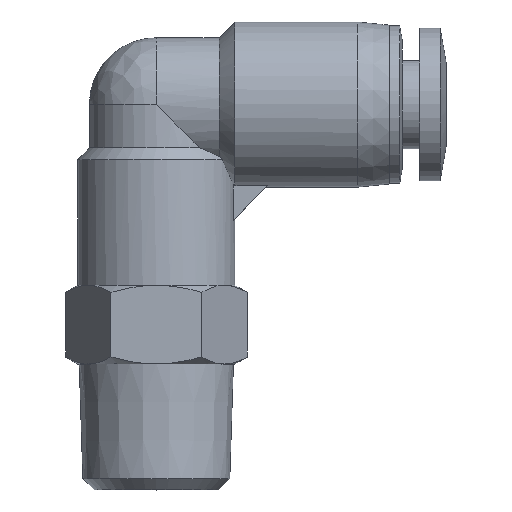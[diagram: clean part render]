
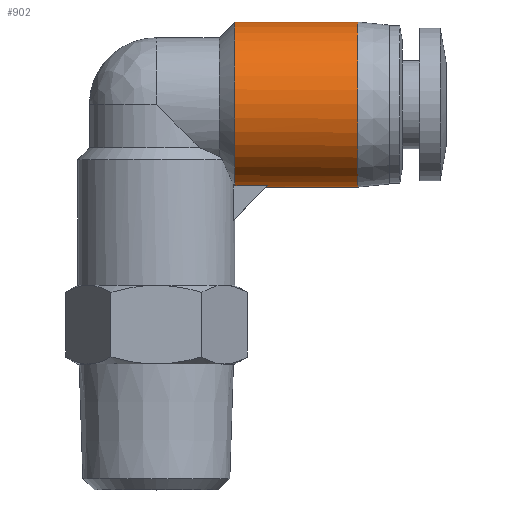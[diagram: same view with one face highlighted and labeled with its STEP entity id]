
A CAD part, top view. The second image highlights one B-rep face of the part: STEP entity #902.
In plain terms, the highlighted cylindrical face has radius 5.25 mm (diameter 10.5 mm), a partial arc.
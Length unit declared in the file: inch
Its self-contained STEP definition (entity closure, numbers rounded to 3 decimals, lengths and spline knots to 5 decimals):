
#20 = CARTESIAN_POINT ( 'NONE',  ( 0.35039, 0.24985, 0.03937 ) ) ;
#60 = EDGE_CURVE ( 'NONE', #2810, #2052, #3282, .T. ) ;
#223 = DIRECTION ( 'NONE',  ( 1., 0., 0. ) ) ;
#262 = DIRECTION ( 'NONE',  ( -1., 0., 0. ) ) ;
#386 = DIRECTION ( 'NONE',  ( 1., 0., 0. ) ) ;
#397 = CARTESIAN_POINT ( 'NONE',  ( 0.35039, 0.65945, 0. ) ) ;
#431 = EDGE_CURVE ( 'NONE', #1194, #2810, #2555, .T. ) ;
#437 = CIRCLE ( 'NONE', #2832, 0.20669 ) ;
#563 = AXIS2_PLACEMENT_3D ( 'NONE', #1851, #262, #2121 ) ;
#564 = VERTEX_POINT ( 'NONE', #3237 ) ;
#664 = EDGE_CURVE ( 'NONE', #1200, #564, #1563, .T. ) ;
#768 = ORIENTED_EDGE ( 'NONE', *, *, #2282, .T. ) ;
#785 = EDGE_LOOP ( 'NONE', ( #786, #1997, #1576, #2657, #768, #1032 ) ) ;
#786 = ORIENTED_EDGE ( 'NONE', *, *, #60, .T. ) ;
#795 = CYLINDRICAL_SURFACE ( 'NONE', #3198, 0.20669 ) ;
#902 = ADVANCED_FACE ( 'NONE', ( #1003 ), #795, .T. ) ;
#952 = CARTESIAN_POINT ( 'NONE',  ( 0.27937, 0.24985, 0.03937 ) ) ;
#1003 = FACE_OUTER_BOUND ( 'NONE', #785, .T. ) ;
#1032 = ORIENTED_EDGE ( 'NONE', *, *, #431, .T. ) ;
#1149 = VERTEX_POINT ( 'NONE', #2920 ) ;
#1194 = VERTEX_POINT ( 'NONE', #2290 ) ;
#1200 = VERTEX_POINT ( 'NONE', #1767 ) ;
#1210 = DIRECTION ( 'NONE',  ( 1., 0., 0. ) ) ;
#1279 = CARTESIAN_POINT ( 'NONE',  ( 0.35039, 0.45276, 0. ) ) ;
#1563 = LINE ( 'NONE', #397, #1604 ) ;
#1576 = ORIENTED_EDGE ( 'NONE', *, *, #2519, .T. ) ;
#1604 = VECTOR ( 'NONE', #386, 39.37008 ) ;
#1636 = EDGE_CURVE ( 'NONE', #2052, #1149, #2115, .T. ) ;
#1767 = CARTESIAN_POINT ( 'NONE',  ( 0.19685, 0.65945, 0. ) ) ;
#1838 = DIRECTION ( 'NONE',  ( 1., 0., 0. ) ) ;
#1851 = CARTESIAN_POINT ( 'NONE',  ( 0.50394, 0.45276, 0. ) ) ;
#1997 = ORIENTED_EDGE ( 'NONE', *, *, #1636, .T. ) ;
#2052 = VERTEX_POINT ( 'NONE', #2939 ) ;
#2077 = CARTESIAN_POINT ( 'NONE',  ( 0.35039, 0.24606, 0. ) ) ;
#2106 = VECTOR ( 'NONE', #223, 39.37008 ) ;
#2115 = LINE ( 'NONE', #2077, #2106 ) ;
#2121 = DIRECTION ( 'NONE',  ( 0., 1., 0. ) ) ;
#2282 = EDGE_CURVE ( 'NONE', #1200, #1194, #437, .T. ) ;
#2290 = CARTESIAN_POINT ( 'NONE',  ( 0.19685, 0.24985, 0.03937 ) ) ;
#2328 = DIRECTION ( 'NONE',  ( 0., 1., 0. ) ) ;
#2505 = VECTOR ( 'NONE', #1838, 39.37008 ) ;
#2519 = EDGE_CURVE ( 'NONE', #1149, #564, #3149, .T. ) ;
#2522 = CARTESIAN_POINT ( 'NONE',  ( 0.27559, 0.24606, 0. ) ) ;
#2551 = CARTESIAN_POINT ( 'NONE',  ( 0.27937, 0.24985, 0.03937 ) ) ;
#2555 = LINE ( 'NONE', #20, #2505 ) ;
#2592 = CARTESIAN_POINT ( 'NONE',  ( 0.27559, 0.24606, 0.01322 ) ) ;
#2615 = DIRECTION ( 'NONE',  ( 1., 0., 0. ) ) ;
#2657 = ORIENTED_EDGE ( 'NONE', *, *, #664, .F. ) ;
#2677 = CARTESIAN_POINT ( 'NONE',  ( 0.27686, 0.24733, 0.02639 ) ) ;
#2788 = CARTESIAN_POINT ( 'NONE',  ( 0.19685, 0.45276, 0. ) ) ;
#2810 = VERTEX_POINT ( 'NONE', #952 ) ;
#2832 = AXIS2_PLACEMENT_3D ( 'NONE', #2788, #1210, #3040 ) ;
#2920 = CARTESIAN_POINT ( 'NONE',  ( 0.50394, 0.24606, 0. ) ) ;
#2939 = CARTESIAN_POINT ( 'NONE',  ( 0.27559, 0.24606, 0. ) ) ;
#3040 = DIRECTION ( 'NONE',  ( 0., 1., 0. ) ) ;
#3149 = CIRCLE ( 'NONE', #563, 0.20669 ) ;
#3198 = AXIS2_PLACEMENT_3D ( 'NONE', #1279, #2615, #2328 ) ;
#3237 = CARTESIAN_POINT ( 'NONE',  ( 0.50394, 0.65945, 0. ) ) ;
#3282 =( BOUNDED_CURVE ( )  B_SPLINE_CURVE ( 3, ( #2551, #2677, #2592, #2522 ),
 .UNSPECIFIED., .F., .F. ) 
 B_SPLINE_CURVE_WITH_KNOTS ( ( 4, 4 ),
 ( 2.94995, 3.14159 ),
 .UNSPECIFIED. ) 
 CURVE ( )  GEOMETRIC_REPRESENTATION_ITEM ( )  RATIONAL_B_SPLINE_CURVE ( ( 1., 0.997, 0.997, 1. ) ) 
 REPRESENTATION_ITEM ( '' )  );
